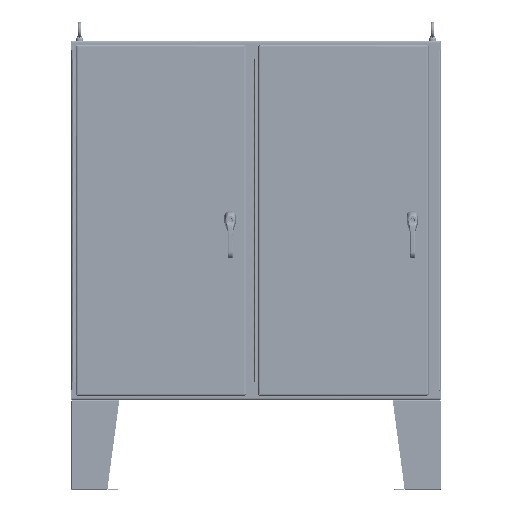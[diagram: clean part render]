
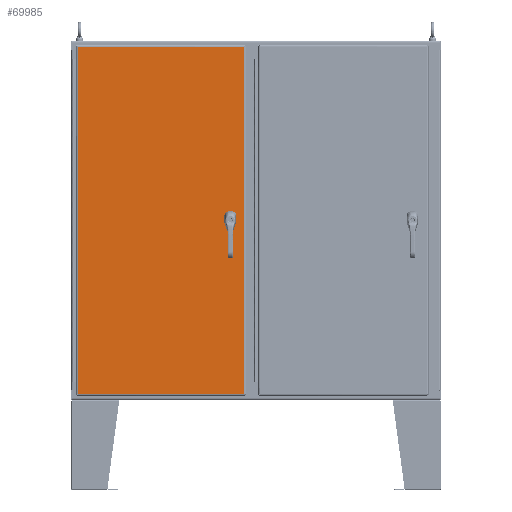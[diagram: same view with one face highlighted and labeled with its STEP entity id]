
A CAD part, top view. The second image highlights one B-rep face of the part: STEP entity #69985.
In plain terms, the highlighted planar face has unit normal (0, 0, 1).
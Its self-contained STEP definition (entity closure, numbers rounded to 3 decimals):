
#3594=FACE_BOUND('',#11778,.T.);
#3595=FACE_BOUND('',#11779,.T.);
#3596=FACE_BOUND('',#11780,.T.);
#3597=FACE_BOUND('',#11781,.T.);
#4688=PLANE('',#75425);
#7081=FACE_OUTER_BOUND('',#11777,.T.);
#11777=EDGE_LOOP('',(#51808,#51809,#51810,#51811));
#11778=EDGE_LOOP('',(#51812,#51813,#51814,#51815,#51816,#51817,#51818,#51819));
#11779=EDGE_LOOP('',(#51820));
#11780=EDGE_LOOP('',(#51821));
#11781=EDGE_LOOP('',(#51822));
#16993=LINE('',#114395,#22270);
#16997=LINE('',#114407,#22274);
#17001=LINE('',#114419,#22278);
#17005=LINE('',#114431,#22282);
#17025=LINE('',#114502,#22302);
#17041=LINE('',#114624,#22318);
#17055=LINE('',#114741,#22332);
#17066=LINE('',#114852,#22343);
#22270=VECTOR('',#87193,0.427);
#22274=VECTOR('',#87205,0.427);
#22278=VECTOR('',#87217,0.427);
#22282=VECTOR('',#87229,0.427);
#22302=VECTOR('',#87285,58.042);
#22318=VECTOR('',#87315,27.792);
#22332=VECTOR('',#87343,58.042);
#22343=VECTOR('',#87366,27.792);
#26858=CIRCLE('',#75371,0.453);
#26860=CIRCLE('',#75375,0.453);
#26862=CIRCLE('',#75379,0.453);
#26864=CIRCLE('',#75383,0.453);
#26866=CIRCLE('',#75386,0.14);
#26868=CIRCLE('',#75389,0.14);
#26870=CIRCLE('',#75392,0.14);
#31532=VERTEX_POINT('',#114392);
#31533=VERTEX_POINT('',#114394);
#31535=VERTEX_POINT('',#114400);
#31537=VERTEX_POINT('',#114406);
#31539=VERTEX_POINT('',#114412);
#31541=VERTEX_POINT('',#114418);
#31543=VERTEX_POINT('',#114424);
#31545=VERTEX_POINT('',#114430);
#31547=VERTEX_POINT('',#114439);
#31549=VERTEX_POINT('',#114444);
#31551=VERTEX_POINT('',#114449);
#31567=VERTEX_POINT('',#114490);
#31568=VERTEX_POINT('',#114501);
#31579=VERTEX_POINT('',#114613);
#31587=VERTEX_POINT('',#114730);
#38791=EDGE_CURVE('',#31533,#31532,#16993,.T.);
#38794=EDGE_CURVE('',#31535,#31533,#26858,.T.);
#38797=EDGE_CURVE('',#31537,#31535,#16997,.T.);
#38800=EDGE_CURVE('',#31539,#31537,#26860,.T.);
#38803=EDGE_CURVE('',#31541,#31539,#17001,.T.);
#38806=EDGE_CURVE('',#31543,#31541,#26862,.T.);
#38809=EDGE_CURVE('',#31545,#31543,#17005,.T.);
#38812=EDGE_CURVE('',#31532,#31545,#26864,.T.);
#38814=EDGE_CURVE('',#31547,#31547,#26866,.T.);
#38816=EDGE_CURVE('',#31549,#31549,#26868,.T.);
#38818=EDGE_CURVE('',#31551,#31551,#26870,.T.);
#38838=EDGE_CURVE('',#31568,#31567,#17025,.T.);
#38858=EDGE_CURVE('',#31567,#31579,#17041,.T.);
#38876=EDGE_CURVE('',#31579,#31587,#17055,.T.);
#38891=EDGE_CURVE('',#31587,#31568,#17066,.T.);
#51808=ORIENTED_EDGE('',*,*,#38838,.T.);
#51809=ORIENTED_EDGE('',*,*,#38858,.T.);
#51810=ORIENTED_EDGE('',*,*,#38876,.T.);
#51811=ORIENTED_EDGE('',*,*,#38891,.T.);
#51812=ORIENTED_EDGE('',*,*,#38791,.T.);
#51813=ORIENTED_EDGE('',*,*,#38812,.T.);
#51814=ORIENTED_EDGE('',*,*,#38809,.T.);
#51815=ORIENTED_EDGE('',*,*,#38806,.T.);
#51816=ORIENTED_EDGE('',*,*,#38803,.T.);
#51817=ORIENTED_EDGE('',*,*,#38800,.T.);
#51818=ORIENTED_EDGE('',*,*,#38797,.T.);
#51819=ORIENTED_EDGE('',*,*,#38794,.T.);
#51820=ORIENTED_EDGE('',*,*,#38814,.T.);
#51821=ORIENTED_EDGE('',*,*,#38816,.T.);
#51822=ORIENTED_EDGE('',*,*,#38818,.T.);
#69985=ADVANCED_FACE('',(#7081,#3594,#3595,#3596,#3597),#4688,.T.);
#75371=AXIS2_PLACEMENT_3D('',#114401,#87199,#87200);
#75375=AXIS2_PLACEMENT_3D('',#114413,#87211,#87212);
#75379=AXIS2_PLACEMENT_3D('',#114425,#87223,#87224);
#75383=AXIS2_PLACEMENT_3D('',#114435,#87235,#87236);
#75386=AXIS2_PLACEMENT_3D('',#114440,#87241,#87242);
#75389=AXIS2_PLACEMENT_3D('',#114445,#87247,#87248);
#75392=AXIS2_PLACEMENT_3D('',#114450,#87253,#87254);
#75425=AXIS2_PLACEMENT_3D('',#114955,#87391,#87392);
#87193=DIRECTION('',(0.,1.,0.));
#87199=DIRECTION('center_axis',(0.,0.,-1.));
#87200=DIRECTION('ref_axis',(-0.882,-0.471,0.));
#87205=DIRECTION('',(-1.,0.,0.));
#87211=DIRECTION('center_axis',(0.,0.,-1.));
#87212=DIRECTION('ref_axis',(0.471,-0.882,0.));
#87217=DIRECTION('',(0.,-1.,0.));
#87223=DIRECTION('center_axis',(0.,0.,-1.));
#87224=DIRECTION('ref_axis',(0.882,0.471,0.));
#87229=DIRECTION('',(1.,0.,0.));
#87235=DIRECTION('center_axis',(0.,0.,-1.));
#87236=DIRECTION('ref_axis',(-0.471,0.882,0.));
#87241=DIRECTION('center_axis',(0.,0.,-1.));
#87242=DIRECTION('ref_axis',(-1.,0.,0.));
#87247=DIRECTION('center_axis',(0.,0.,-1.));
#87248=DIRECTION('ref_axis',(-1.,0.,0.));
#87253=DIRECTION('center_axis',(0.,0.,-1.));
#87254=DIRECTION('ref_axis',(-1.,0.,0.));
#87285=DIRECTION('',(0.,1.,0.));
#87315=DIRECTION('',(-1.,0.,0.));
#87343=DIRECTION('',(0.,-1.,0.));
#87366=DIRECTION('',(1.,0.,0.));
#87391=DIRECTION('center_axis',(0.,0.,1.));
#87392=DIRECTION('ref_axis',(1.,0.,0.));
#114392=CARTESIAN_POINT('',(11.163,0.214,0.104));
#114394=CARTESIAN_POINT('',(11.163,-0.214,0.104));
#114395=CARTESIAN_POINT('',(11.163,0.107,0.104));
#114400=CARTESIAN_POINT('',(11.349,-0.399,0.104));
#114401=CARTESIAN_POINT('Origin',(11.563,0.,
0.104));
#114406=CARTESIAN_POINT('',(11.776,-0.399,0.104));
#114407=CARTESIAN_POINT('',(5.674,-0.4,0.104));
#114412=CARTESIAN_POINT('',(11.962,-0.214,0.104));
#114413=CARTESIAN_POINT('Origin',(11.563,0.,0.104));
#114418=CARTESIAN_POINT('',(11.962,0.214,0.104));
#114419=CARTESIAN_POINT('',(11.962,-0.107,0.104));
#114424=CARTESIAN_POINT('',(11.776,0.4,0.104));
#114425=CARTESIAN_POINT('Origin',(11.563,0.,0.104));
#114430=CARTESIAN_POINT('',(11.349,0.4,0.104));
#114431=CARTESIAN_POINT('',(5.888,0.4,0.104));
#114435=CARTESIAN_POINT('Origin',(11.563,0.,
0.104));
#114439=CARTESIAN_POINT('',(11.703,0.885,0.104));
#114440=CARTESIAN_POINT('Origin',(11.563,0.885,0.104));
#114444=CARTESIAN_POINT('',(11.703,-0.886,0.104));
#114445=CARTESIAN_POINT('Origin',(11.563,-0.886,0.104));
#114449=CARTESIAN_POINT('',(11.703,-1.378,0.104));
#114450=CARTESIAN_POINT('Origin',(11.563,-1.378,0.104));
#114490=CARTESIAN_POINT('',(13.896,29.021,0.104));
#114501=CARTESIAN_POINT('',(13.896,-29.021,0.104));
#114502=CARTESIAN_POINT('',(13.896,-14.511,0.104));
#114613=CARTESIAN_POINT('',(-13.896,29.021,0.104));
#114624=CARTESIAN_POINT('',(6.948,29.021,0.104));
#114730=CARTESIAN_POINT('',(-13.896,-29.021,0.104));
#114741=CARTESIAN_POINT('',(-13.896,14.511,0.104));
#114852=CARTESIAN_POINT('',(-6.948,-29.021,0.104));
#114955=CARTESIAN_POINT('Origin',(0.,0.,
0.104));
